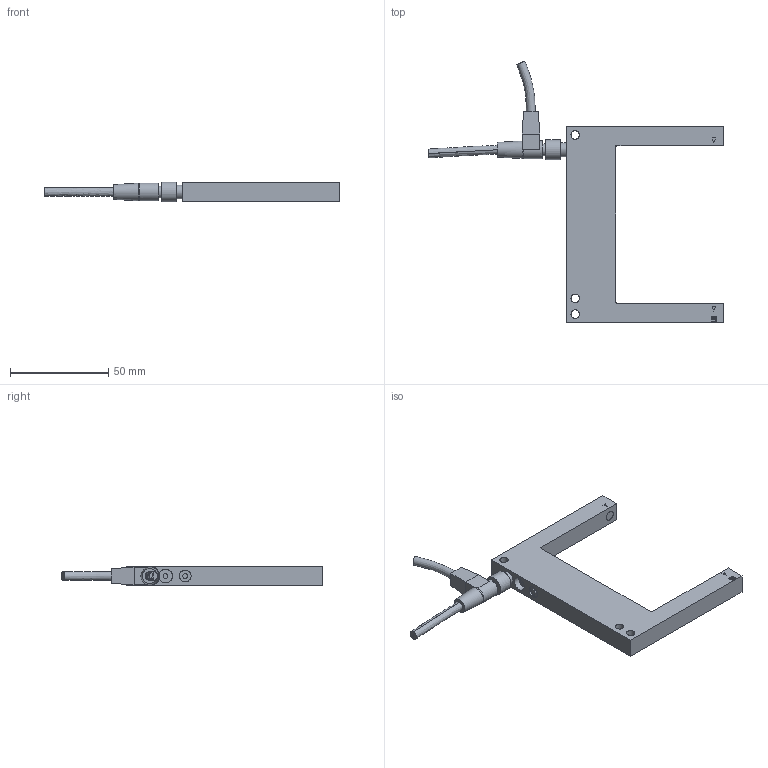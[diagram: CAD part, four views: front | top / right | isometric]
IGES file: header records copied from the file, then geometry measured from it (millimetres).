
Global section: file name: OGU_080; native system: Autodesk Inventor 2015; preprocessor: unknown; author: lck; date: 20150722.130639; units: millimetre
Bounding box: 150.21 x 133.09 x 10 mm (x, y, z)
Volume: 41206.5 mm3; surface area: 15951.8 mm2
Topology: 4 solids, 4 shells, 131 faces, 286 edges, 188 vertices
Faces by surface type: bspline 131
